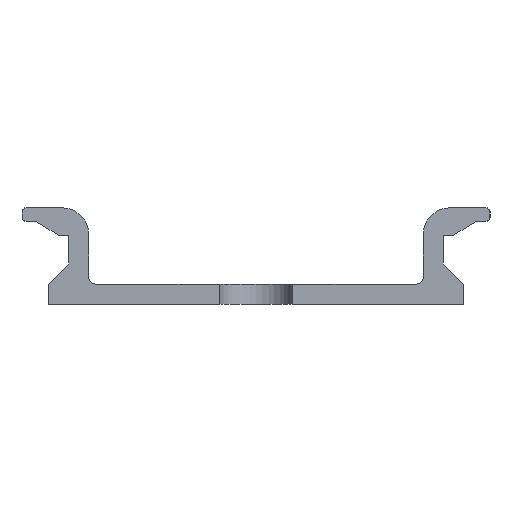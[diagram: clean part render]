
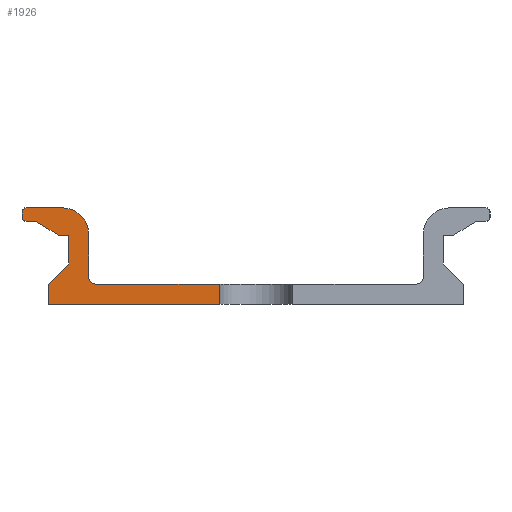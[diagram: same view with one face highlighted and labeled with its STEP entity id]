
A CAD part, left-side view. The second image highlights one B-rep face of the part: STEP entity #1926.
In plain terms, the highlighted planar face has unit normal (-1, 0, 0).
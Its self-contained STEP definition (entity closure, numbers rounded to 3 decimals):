
#60=CIRCLE('',#2038,0.5);
#61=CIRCLE('',#2039,2.);
#62=CIRCLE('',#2040,0.3);
#63=CIRCLE('',#2041,0.3);
#140=ORIENTED_EDGE('',*,*,#716,.F.);
#141=ORIENTED_EDGE('',*,*,#717,.F.);
#142=ORIENTED_EDGE('',*,*,#718,.T.);
#143=ORIENTED_EDGE('',*,*,#719,.F.);
#144=ORIENTED_EDGE('',*,*,#720,.F.);
#145=ORIENTED_EDGE('',*,*,#721,.F.);
#146=ORIENTED_EDGE('',*,*,#722,.F.);
#147=ORIENTED_EDGE('',*,*,#723,.F.);
#148=ORIENTED_EDGE('',*,*,#724,.F.);
#149=ORIENTED_EDGE('',*,*,#725,.F.);
#150=ORIENTED_EDGE('',*,*,#726,.F.);
#151=ORIENTED_EDGE('',*,*,#727,.F.);
#152=ORIENTED_EDGE('',*,*,#728,.F.);
#153=ORIENTED_EDGE('',*,*,#729,.F.);
#154=ORIENTED_EDGE('',*,*,#730,.F.);
#155=ORIENTED_EDGE('',*,*,#731,.F.);
#716=EDGE_CURVE('',#1004,#1005,#1196,.T.);
#717=EDGE_CURVE('',#1006,#1004,#1197,.T.);
#718=EDGE_CURVE('',#1006,#1007,#60,.T.);
#719=EDGE_CURVE('',#1008,#1007,#1198,.T.);
#720=EDGE_CURVE('',#1009,#1008,#61,.T.);
#721=EDGE_CURVE('',#1010,#1009,#1199,.T.);
#722=EDGE_CURVE('',#1011,#1010,#62,.T.);
#723=EDGE_CURVE('',#1012,#1011,#1200,.T.);
#724=EDGE_CURVE('',#1013,#1012,#63,.T.);
#725=EDGE_CURVE('',#1014,#1013,#1201,.T.);
#726=EDGE_CURVE('',#1015,#1014,#1202,.T.);
#727=EDGE_CURVE('',#1016,#1015,#1203,.T.);
#728=EDGE_CURVE('',#1017,#1016,#1204,.T.);
#729=EDGE_CURVE('',#1018,#1017,#1205,.T.);
#730=EDGE_CURVE('',#1019,#1018,#1206,.T.);
#731=EDGE_CURVE('',#1005,#1019,#1207,.T.);
#1004=VERTEX_POINT('',#2784);
#1005=VERTEX_POINT('',#2785);
#1006=VERTEX_POINT('',#2787);
#1007=VERTEX_POINT('',#2789);
#1008=VERTEX_POINT('',#2791);
#1009=VERTEX_POINT('',#2793);
#1010=VERTEX_POINT('',#2795);
#1011=VERTEX_POINT('',#2797);
#1012=VERTEX_POINT('',#2799);
#1013=VERTEX_POINT('',#2801);
#1014=VERTEX_POINT('',#2803);
#1015=VERTEX_POINT('',#2805);
#1016=VERTEX_POINT('',#2807);
#1017=VERTEX_POINT('',#2809);
#1018=VERTEX_POINT('',#2811);
#1019=VERTEX_POINT('',#2813);
#1196=LINE('',#2783,#1404);
#1197=LINE('',#2786,#1405);
#1198=LINE('',#2790,#1406);
#1199=LINE('',#2794,#1407);
#1200=LINE('',#2798,#1408);
#1201=LINE('',#2802,#1409);
#1202=LINE('',#2804,#1410);
#1203=LINE('',#2806,#1411);
#1204=LINE('',#2808,#1412);
#1205=LINE('',#2810,#1413);
#1206=LINE('',#2812,#1414);
#1207=LINE('',#2814,#1415);
#1404=VECTOR('',#2219,1000.);
#1405=VECTOR('',#2220,1000.);
#1406=VECTOR('',#2223,1000.);
#1407=VECTOR('',#2226,1000.);
#1408=VECTOR('',#2229,1000.);
#1409=VECTOR('',#2232,1000.);
#1410=VECTOR('',#2233,1000.);
#1411=VECTOR('',#2234,1000.);
#1412=VECTOR('',#2235,1000.);
#1413=VECTOR('',#2236,1000.);
#1414=VECTOR('',#2237,1000.);
#1415=VECTOR('',#2238,1000.);
#1612=EDGE_LOOP('',(#140,#141,#142,#143,#144,#145,#146,#147,#148,#149,#150,
#151,#152,#153,#154,#155));
#1740=FACE_BOUND('',#1612,.T.);
#1868=PLANE('',#2037);
#1926=ADVANCED_FACE('',(#1740),#1868,.F.);
#2037=AXIS2_PLACEMENT_3D('',#2782,#2217,#2218);
#2038=AXIS2_PLACEMENT_3D('',#2788,#2221,#2222);
#2039=AXIS2_PLACEMENT_3D('',#2792,#2224,#2225);
#2040=AXIS2_PLACEMENT_3D('',#2796,#2227,#2228);
#2041=AXIS2_PLACEMENT_3D('',#2800,#2230,#2231);
#2217=DIRECTION('',(1.,0.,0.));
#2218=DIRECTION('',(0.,0.,-1.));
#2219=DIRECTION('',(0.,0.,-1.));
#2220=DIRECTION('',(0.,-1.,0.));
#2221=DIRECTION('',(1.,0.,0.));
#2222=DIRECTION('',(0.,0.,-1.));
#2223=DIRECTION('',(0.,0.,-1.));
#2224=DIRECTION('',(1.,0.,0.));
#2225=DIRECTION('',(0.,0.,-1.));
#2226=DIRECTION('',(0.,-1.,0.));
#2227=DIRECTION('',(1.,0.,0.));
#2228=DIRECTION('',(0.,0.,-1.));
#2229=DIRECTION('',(0.,0.,1.));
#2230=DIRECTION('',(1.,0.,0.));
#2231=DIRECTION('',(0.,0.,-1.));
#2232=DIRECTION('',(0.,1.,0.));
#2233=DIRECTION('',(0.,0.857,0.515));
#2234=DIRECTION('',(0.,1.,0.));
#2235=DIRECTION('',(0.,0.,1.));
#2236=DIRECTION('',(0.,-0.707,0.707));
#2237=DIRECTION('',(0.,0.,1.));
#2238=DIRECTION('',(0.,1.,0.));
#2782=CARTESIAN_POINT('',(-100.,-17.2,6.9));
#2783=CARTESIAN_POINT('',(-100.,2.75,6.9));
#2784=CARTESIAN_POINT('',(-100.,2.75,1.5));
#2785=CARTESIAN_POINT('',(-100.,2.75,0.));
#2786=CARTESIAN_POINT('',(-100.,12.,1.5));
#2787=CARTESIAN_POINT('',(-100.,12.,1.5));
#2788=CARTESIAN_POINT('',(-100.,12.,2.));
#2789=CARTESIAN_POINT('',(-100.,12.5,2.));
#2790=CARTESIAN_POINT('',(-100.,12.5,5.2));
#2791=CARTESIAN_POINT('',(-100.,12.5,5.2));
#2792=CARTESIAN_POINT('',(-100.,14.5,5.2));
#2793=CARTESIAN_POINT('',(-100.,14.5,7.2));
#2794=CARTESIAN_POINT('',(-100.,17.2,7.2));
#2795=CARTESIAN_POINT('',(-100.,17.2,7.2));
#2796=CARTESIAN_POINT('',(-100.,17.2,6.9));
#2797=CARTESIAN_POINT('',(-100.,17.5,6.9));
#2798=CARTESIAN_POINT('',(-100.,17.5,6.5));
#2799=CARTESIAN_POINT('',(-100.,17.5,6.5));
#2800=CARTESIAN_POINT('',(-100.,17.2,6.5));
#2801=CARTESIAN_POINT('',(-100.,17.2,6.2));
#2802=CARTESIAN_POINT('',(-100.,16.5,6.2));
#2803=CARTESIAN_POINT('',(-100.,16.5,6.2));
#2804=CARTESIAN_POINT('',(-100.,14.782,5.167));
#2805=CARTESIAN_POINT('',(-100.,14.782,5.167));
#2806=CARTESIAN_POINT('',(-100.,14.,5.167));
#2807=CARTESIAN_POINT('',(-100.,14.,5.167));
#2808=CARTESIAN_POINT('',(-100.,14.,3.));
#2809=CARTESIAN_POINT('',(-100.,14.,3.));
#2810=CARTESIAN_POINT('',(-100.,15.5,1.5));
#2811=CARTESIAN_POINT('',(-100.,15.5,1.5));
#2812=CARTESIAN_POINT('',(-100.,15.5,0.));
#2813=CARTESIAN_POINT('',(-100.,15.5,0.));
#2814=CARTESIAN_POINT('',(-100.,-15.5,0.));
